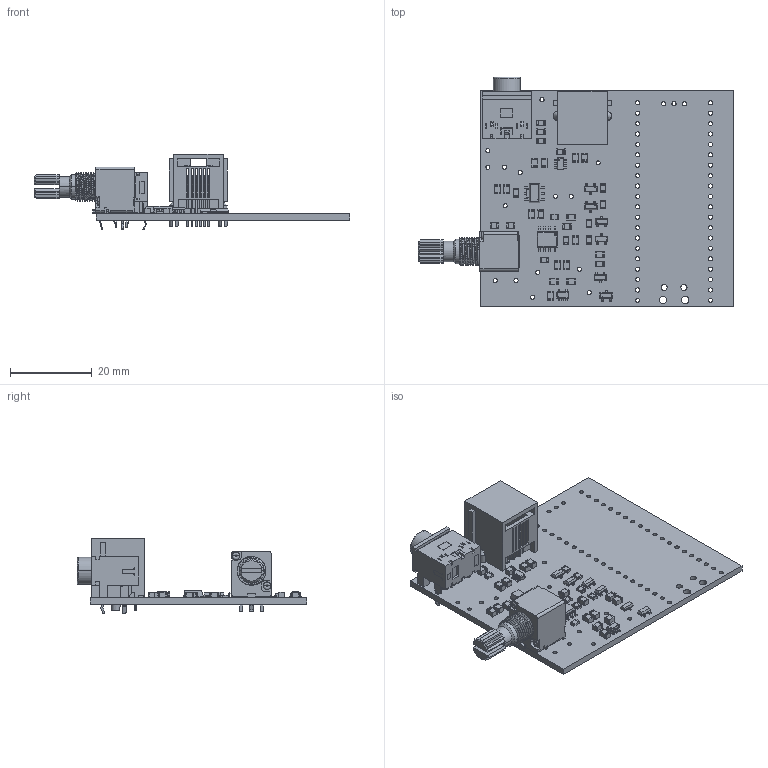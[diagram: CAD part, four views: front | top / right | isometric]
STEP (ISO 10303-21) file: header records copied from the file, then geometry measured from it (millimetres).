
FILE_DESCRIPTION(('KiCad electronic assembly'),'2;1');
FILE_NAME('jetKVM-audio-expansion.step','2025-02-06T16:59:53',('Pcbnew') ,('Kicad'),'Open CASCADE STEP processor 7.6','KiCad to STEP converter' ,'Unknown');
FILE_SCHEMA(('AUTOMOTIVE_DESIGN { 1 0 10303 214 1 1 1 1 }'));
Length unit declared in the file: millimetre
Products named in the file (24): jetKVM-audio-expansion 1; CAP_2012_TDK; part; DBZ0003A; DBZ0003A_ASM; RC0805FR-072K2L; SR0805MR-07100KL; SJ1-3553NG; CUI_DEVICES_SJ1-3553NG; SOT_D251PR-G_TOR; MTJ-662BX2; ptd902-xx15k-xxxx; PTD902-2X15K-XXXX; TLV74125PDBVR; DBV5; LME49721MA; D8; SOT-23-3_1P4X3P040_ONS; LM2664M6; DBV6; _autosave-jetKVM-audio-expansion_PCB
Assembly tree (57 placements, depth 3):
  jetKVM-audio-expansion 1
    CAP_2012_TDK  x20
      part
    DBZ0003A
      DBZ0003A_ASM
    RC0805FR-072K2L  x12
      SR0805MR-07100KL
    SJ1-3553NG
      CUI_DEVICES_SJ1-3553NG
    SOT_D251PR-G_TOR
      part
    MTJ-662BX2
      MTJ-662BX2
    ptd902-xx15k-xxxx
      PTD902-2X15K-XXXX
    TLV74125PDBVR
      DBV5
    LME49721MA
      D8
    SOT-23-3_1P4X3P040_ONS  x5
      part
    LM2664M6
      DBV6
    _autosave-jetKVM-audio-expansion_PCB
Bounding box: 76.96 x 56.09 x 18.5 mm (x, y, z)
Volume: 8795.8 mm3; surface area: 12721.7 mm2
Topology: 201 solids, 203 shells, 2943 faces, 7342 edges, 4788 vertices
Faces by surface type: plane 2406, cylinder 472, torus 26, bspline 14, cone 12, sphere 8, revolution 4, extrusion 1
Full cylindrical faces by diameter (mm): 0.152 x5, 0.173 x1, 0.9 x6, 1 x21, 1.02 x43, 1.5 x7, 1.6 x3, 1.8 x2, 2.3 x2
Entity records: 57978 total; most frequent: CARTESIAN_POINT 12409, ORIENTED_EDGE 9008, DIRECTION 8637, EDGE_CURVE 4504, VECTOR 3433, LINE 3432, VERTEX_POINT 2964, AXIS2_PLACEMENT_3D 2600
